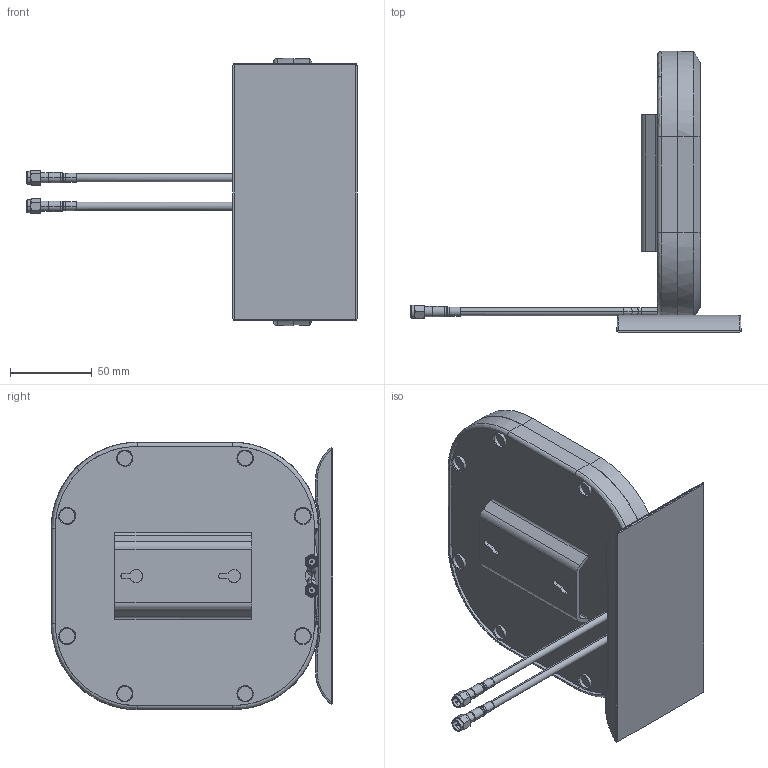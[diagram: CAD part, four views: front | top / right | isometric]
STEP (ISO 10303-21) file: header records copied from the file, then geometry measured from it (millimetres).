
FILE_DESCRIPTION (( 'STEP AP214' ), '1' );
FILE_NAME ('LMA100.A.BI.001_web.STEP', '2022-03-16T16:35:36', ( '' ), ( '' ), 'SwSTEP 2.0', 'SolidWorks 2018', '' );
FILE_SCHEMA (( 'AUTOMOTIVE_DESIGN' ));
Length unit declared in the file: millimetre
Products named in the file (1): LMA100.A.BI.001_web
Bounding box: 202.54 x 172.7 x 164.06 mm (x, y, z)
Surface area: 126369.4 mm2 (no closed solid volume)
Topology: 0 solids, 21 shells, 460 faces, 1307 edges, 849 vertices
Faces by surface type: bspline 255, cylinder 92, plane 74, cone 35, torus 4
Entity records: 181288 total; most frequent: CARTESIAN_POINT 168054, ORIENTED_EDGE 2268, EDGE_CURVE 1295, B_SPLINE_CURVE_WITH_KNOTS 1194, VERTEX_POINT 849, EDGE_LOOP 515, ADVANCED_FACE 460, FACE_OUTER_BOUND 459
